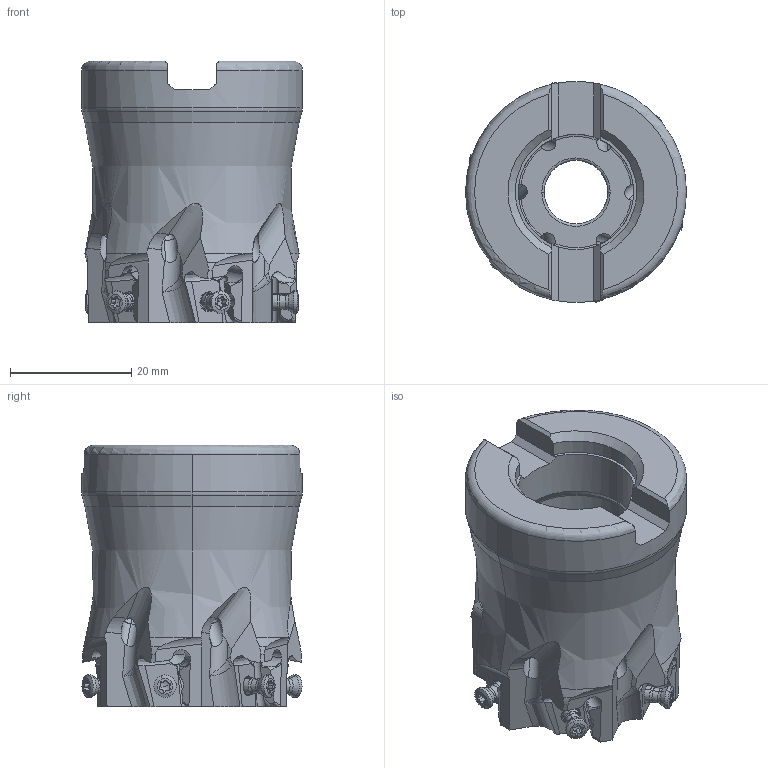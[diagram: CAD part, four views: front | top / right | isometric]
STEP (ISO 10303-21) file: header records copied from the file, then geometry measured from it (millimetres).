
FILE_DESCRIPTION(/* description */ (''),/* implementation_level */ '2;1');
FILE_NAME(/* name */ 'VPX200UR1_5006AA.stp',/* time_stamp */ '2021-09-08T11:38:36+09:00',/* author */ (''),/* organization */ (''),/* preprocessor_version */ 'ST-DEVELOPER v16',/* originating_system */ 'SIEMENS PLM Software NX 10.0',/* authorisation */ '');
FILE_SCHEMA (('AUTOMOTIVE_DESIGN { 1 0 10303 214 3 1 1 1 }'));
Length unit declared in the file: millimetre
Products named in the file (1): VPX200UR1_5006AA_ASM_ASM
Bounding box: 36.51 x 36.51 x 43.25 mm (x, y, z)
Volume: 26997.5 mm3; surface area: 10345.7 mm2
Topology: 7 solids, 7 shells, 644 faces, 1804 edges, 1173 vertices
Faces by surface type: cylinder 276, plane 178, cone 78, torus 64, extrusion 24, bspline 12, sphere 12
Entity records: 28450 total; most frequent: CARTESIAN_POINT 12079, ORIENTED_EDGE 3560, DIRECTION 3228, EDGE_CURVE 1780, AXIS2_PLACEMENT_3D 1288, VERTEX_POINT 1164, EDGE_LOOP 684, VECTOR 652
